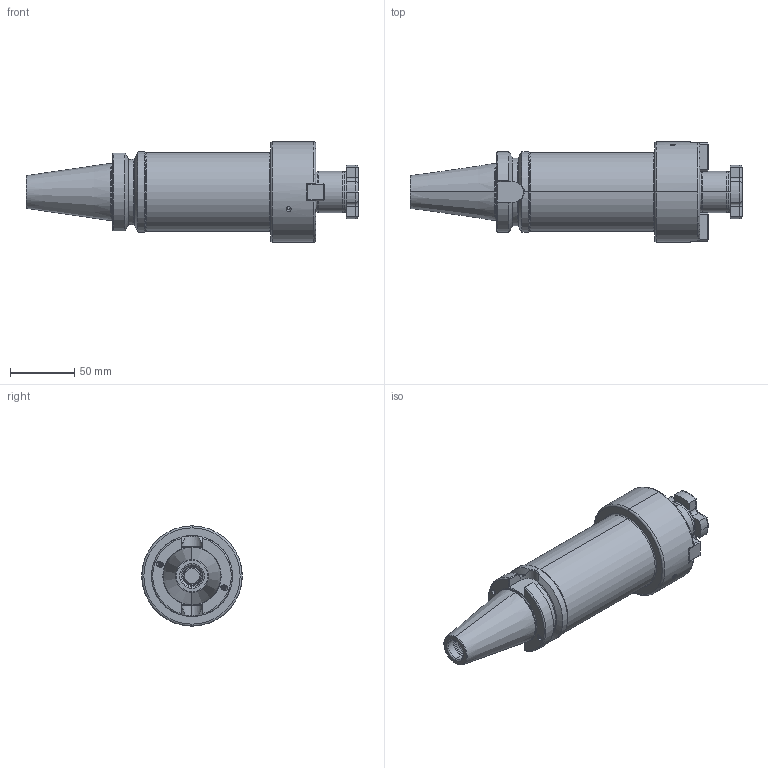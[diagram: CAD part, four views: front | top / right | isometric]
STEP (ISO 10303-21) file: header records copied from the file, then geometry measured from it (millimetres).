
FILE_DESCRIPTION (( 'STEP AP203' ), '1' );
FILE_NAME ('406.11.32.2.STEP', '2016-11-26T02:33:45', ( '' ), ( '' ), 'SwSTEP 2.0', 'SolidWorks 2012', '' );
FILE_SCHEMA (( 'CONFIG_CONTROL_DESIGN' ));
Length unit declared in the file: millimetre
Products named in the file (5): 面銑刀墊塊32; 406.11.32.2; 十字螺絲FMB32; 102.11.32_M5xP0.8-14L
Assembly tree (6 placements, depth 2):
  406.11.32.2
    406.11.32.2
    十字螺絲FMB32
    面銑刀墊塊32  x2
    102.11.32_M5xP0.8-14L  x2
Bounding box: 258.4 x 78 x 78 mm (x, y, z)
Volume: 584338.5 mm3; surface area: 76957.5 mm2
Topology: 6 solids, 6 shells, 596 faces, 1544 edges, 960 vertices
Faces by surface type: cylinder 292, plane 148, cone 60, torus 58, bspline 38
Entity records: 32767 total; most frequent: CARTESIAN_POINT 21294, ORIENTED_EDGE 2596, DIRECTION 2008, EDGE_CURVE 1298, VERTEX_POINT 815, AXIS2_PLACEMENT_3D 765, EDGE_LOOP 517, ADVANCED_FACE 496
